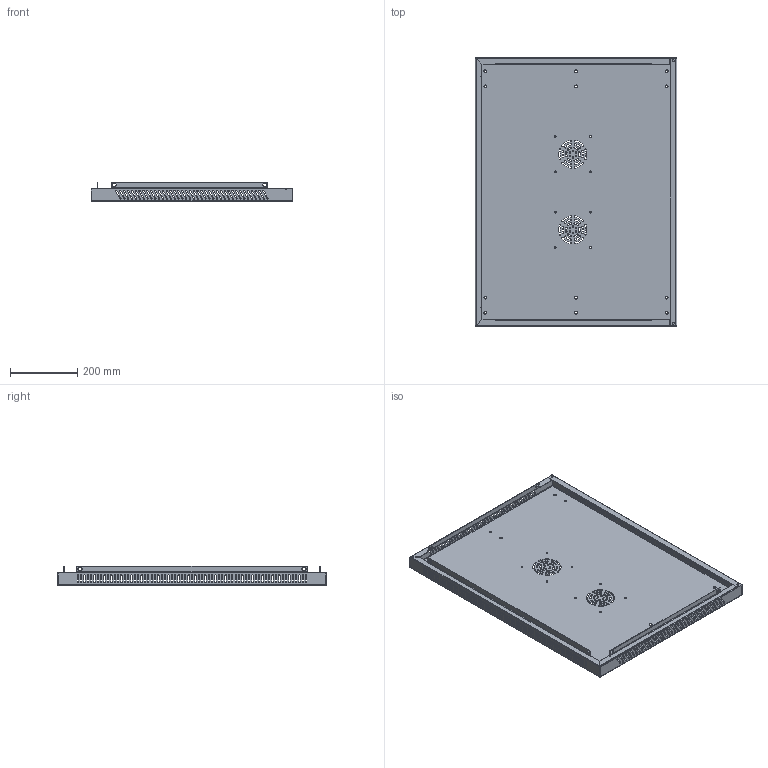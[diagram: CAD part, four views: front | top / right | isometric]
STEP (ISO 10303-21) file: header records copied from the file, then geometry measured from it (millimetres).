
FILE_DESCRIPTION(/* description */ (''),/* implementation_level */ '2;1');
FILE_NAME(/* name */ 'Base.ipt.step',/* time_stamp */ '2022-11-29T08:32:28+01:00',/* author */ ('diederichbenedict'),/* organization */ (''),/* preprocessor_version */ 'ST-DEVELOPER v18.1',/* originating_system */ 'Autodesk Inventor 2022',/* authorisation */ '');
FILE_SCHEMA (('AUTOMOTIVE_DESIGN { 1 0 10303 214 3 1 1 }','PROCESS_PLANNING_SCHEMA'));
Length unit declared in the file: millimetre
Products named in the file (1): Base
Bounding box: 600 x 800 x 56.8 mm (x, y, z)
Volume: 761295.2 mm3; surface area: 1290603.3 mm2
Topology: 1 solids, 1 shells, 1212 faces, 3542 edges, 2332 vertices
Faces by surface type: cylinder 672, plane 528, bspline 12
Full cylindrical faces by diameter (mm): 4.2 x12, 5.1 x10, 8 x12
Entity records: 43296 total; most frequent: CARTESIAN_POINT 8767, DIRECTION 7240, ORIENTED_EDGE 7084, EDGE_CURVE 3542, AXIS2_PLACEMENT_3D 2521, VERTEX_POINT 2332, LINE 2198, VECTOR 2198
